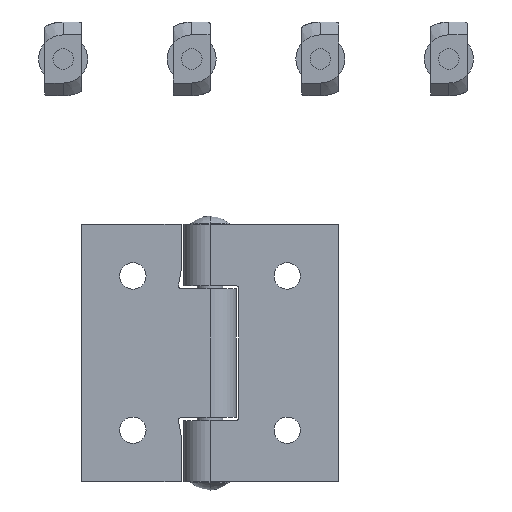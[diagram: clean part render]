
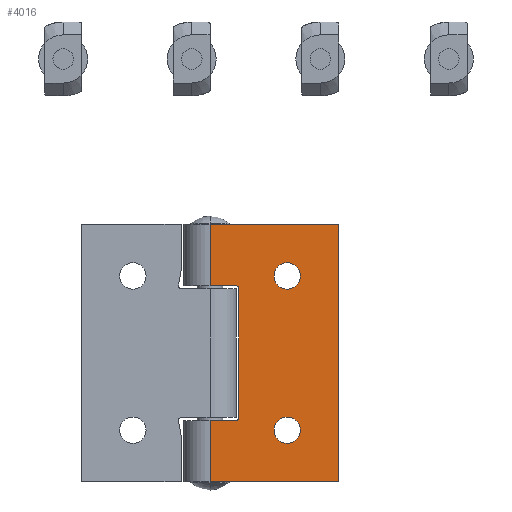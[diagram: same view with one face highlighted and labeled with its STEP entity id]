
A CAD part, front view. The second image highlights one B-rep face of the part: STEP entity #4016.
In plain terms, the highlighted planar face has unit normal (0, -1, 0).
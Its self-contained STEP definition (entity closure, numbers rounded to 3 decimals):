
#65 = ORIENTED_EDGE ( 'NONE', *, *, #3409, .T. ) ;
#76 = VERTEX_POINT ( 'NONE', #5222 ) ;
#93 = DIRECTION ( 'NONE',  ( 0., 0., -1. ) ) ;
#157 = DIRECTION ( 'NONE',  ( -1., 0., 0. ) ) ;
#188 = DIRECTION ( 'NONE',  ( 0., 0., -1. ) ) ;
#278 = ORIENTED_EDGE ( 'NONE', *, *, #3561, .T. ) ;
#280 = CARTESIAN_POINT ( 'NONE',  ( -8., -2., 12. ) ) ;
#282 = ORIENTED_EDGE ( 'NONE', *, *, #2919, .T. ) ;
#421 = DIRECTION ( 'NONE',  ( 1., 0., 0. ) ) ;
#437 = DIRECTION ( 'NONE',  ( -1., 0., 0. ) ) ;
#516 = VERTEX_POINT ( 'NONE', #1879 ) ;
#601 = DIRECTION ( 'NONE',  ( 0., 0., -1. ) ) ;
#640 = LINE ( 'NONE', #1760, #5182 ) ;
#686 = ORIENTED_EDGE ( 'NONE', *, *, #2456, .T. ) ;
#724 = DIRECTION ( 'NONE',  ( 1., 0., 0. ) ) ;
#844 = FACE_BOUND ( 'NONE', #1891, .T. ) ;
#853 = CARTESIAN_POINT ( 'NONE',  ( -16., -2., 10.5 ) ) ;
#861 = CARTESIAN_POINT ( 'NONE',  ( -20., -2., -10.5 ) ) ;
#919 = DIRECTION ( 'NONE',  ( 0., 0., -1. ) ) ;
#920 = VERTEX_POINT ( 'NONE', #4857 ) ;
#937 = CARTESIAN_POINT ( 'NONE',  ( 0., -2., 20. ) ) ;
#944 = CIRCLE ( 'NONE', #1963, 2.05 ) ;
#961 = ORIENTED_EDGE ( 'NONE', *, *, #2970, .T. ) ;
#991 = FACE_OUTER_BOUND ( 'NONE', #1557, .T. ) ;
#1134 = CARTESIAN_POINT ( 'NONE',  ( 0., -2., 20. ) ) ;
#1374 = CARTESIAN_POINT ( 'NONE',  ( -20., -2., 20. ) ) ;
#1458 = VERTEX_POINT ( 'NONE', #5057 ) ;
#1460 = VERTEX_POINT ( 'NONE', #853 ) ;
#1529 = DIRECTION ( 'NONE',  ( 0., 1., 0. ) ) ;
#1557 = EDGE_LOOP ( 'NONE', ( #282, #4267, #5657, #686, #5387, #2289, #4077, #4308, #5155, #961 ) ) ;
#1690 = VECTOR ( 'NONE', #5115, 1000. ) ;
#1707 = DIRECTION ( 'NONE',  ( 0., -1., 0. ) ) ;
#1709 = LINE ( 'NONE', #937, #5212 ) ;
#1715 = LINE ( 'NONE', #2351, #2366 ) ;
#1760 = CARTESIAN_POINT ( 'NONE',  ( 0., -2., -20. ) ) ;
#1784 = VECTOR ( 'NONE', #188, 1000. ) ;
#1879 = CARTESIAN_POINT ( 'NONE',  ( -15.5, -2., 10. ) ) ;
#1891 = EDGE_LOOP ( 'NONE', ( #3669, #278 ) ) ;
#1931 = CARTESIAN_POINT ( 'NONE',  ( -15.5, -2., -10.5 ) ) ;
#1963 = AXIS2_PLACEMENT_3D ( 'NONE', #5815, #3144, #421 ) ;
#2001 = CARTESIAN_POINT ( 'NONE',  ( -20., -2., 20. ) ) ;
#2060 = FACE_BOUND ( 'NONE', #4788, .T. ) ;
#2078 = CIRCLE ( 'NONE', #5224, 0.5 ) ;
#2112 = CARTESIAN_POINT ( 'NONE',  ( -15.5, -2., -10. ) ) ;
#2164 = CARTESIAN_POINT ( 'NONE',  ( -5.95, -2., 12. ) ) ;
#2169 = VERTEX_POINT ( 'NONE', #2001 ) ;
#2195 = CARTESIAN_POINT ( 'NONE',  ( -8., -2., -12. ) ) ;
#2209 = VECTOR ( 'NONE', #3801, 1000. ) ;
#2279 = CIRCLE ( 'NONE', #5677, 2.05 ) ;
#2289 = ORIENTED_EDGE ( 'NONE', *, *, #2962, .F. ) ;
#2351 = CARTESIAN_POINT ( 'NONE',  ( -20., -2., 20. ) ) ;
#2358 = CARTESIAN_POINT ( 'NONE',  ( -24.1, -2., -10.5 ) ) ;
#2361 = LINE ( 'NONE', #5106, #2209 ) ;
#2366 = VECTOR ( 'NONE', #93, 1000. ) ;
#2369 = CARTESIAN_POINT ( 'NONE',  ( -10.05, -2., 12. ) ) ;
#2378 = EDGE_CURVE ( 'NONE', #3215, #2591, #944, .T. ) ;
#2384 = VERTEX_POINT ( 'NONE', #861 ) ;
#2407 = CARTESIAN_POINT ( 'NONE',  ( -16., -2., -10. ) ) ;
#2428 = CARTESIAN_POINT ( 'NONE',  ( 0., -2., 20. ) ) ;
#2456 = EDGE_CURVE ( 'NONE', #2384, #4222, #4070, .T. ) ;
#2538 = EDGE_CURVE ( 'NONE', #2169, #5496, #1715, .T. ) ;
#2591 = VERTEX_POINT ( 'NONE', #2369 ) ;
#2665 = DIRECTION ( 'NONE',  ( -1., 0., 0. ) ) ;
#2800 = VECTOR ( 'NONE', #919, 1000. ) ;
#2810 = EDGE_CURVE ( 'NONE', #5110, #2169, #1709, .T. ) ;
#2858 = DIRECTION ( 'NONE',  ( 0., 1., 0. ) ) ;
#2876 = DIRECTION ( 'NONE',  ( 1., 0., 0. ) ) ;
#2895 = EDGE_CURVE ( 'NONE', #5496, #1460, #2361, .T. ) ;
#2904 = EDGE_CURVE ( 'NONE', #4761, #1458, #5810, .T. ) ;
#2919 = EDGE_CURVE ( 'NONE', #516, #4486, #4551, .T. ) ;
#2930 = EDGE_CURVE ( 'NONE', #4486, #920, #2078, .T. ) ;
#2962 = EDGE_CURVE ( 'NONE', #5110, #76, #3161, .T. ) ;
#2970 = EDGE_CURVE ( 'NONE', #1460, #516, #3014, .T. ) ;
#3014 = CIRCLE ( 'NONE', #4861, 0.5 ) ;
#3062 = CARTESIAN_POINT ( 'NONE',  ( 0., -2., 20. ) ) ;
#3144 = DIRECTION ( 'NONE',  ( 0., 1., 0. ) ) ;
#3161 = LINE ( 'NONE', #2428, #1784 ) ;
#3215 = VERTEX_POINT ( 'NONE', #2164 ) ;
#3314 = VECTOR ( 'NONE', #601, 1000. ) ;
#3409 = EDGE_CURVE ( 'NONE', #2591, #3215, #2279, .T. ) ;
#3471 = DIRECTION ( 'NONE',  ( 0., 1., 0. ) ) ;
#3561 = EDGE_CURVE ( 'NONE', #1458, #4761, #5329, .T. ) ;
#3669 = ORIENTED_EDGE ( 'NONE', *, *, #2904, .T. ) ;
#3801 = DIRECTION ( 'NONE',  ( 1., 0., 0. ) ) ;
#3849 = EDGE_CURVE ( 'NONE', #920, #2384, #4611, .T. ) ;
#4016 = ADVANCED_FACE ( 'NONE', ( #2060, #844, #991 ), #5757, .T. ) ;
#4070 = LINE ( 'NONE', #1374, #2800 ) ;
#4077 = ORIENTED_EDGE ( 'NONE', *, *, #2810, .T. ) ;
#4205 = CARTESIAN_POINT ( 'NONE',  ( -10.05, -2., -12. ) ) ;
#4222 = VERTEX_POINT ( 'NONE', #4736 ) ;
#4267 = ORIENTED_EDGE ( 'NONE', *, *, #2930, .T. ) ;
#4308 = ORIENTED_EDGE ( 'NONE', *, *, #2538, .T. ) ;
#4322 = CARTESIAN_POINT ( 'NONE',  ( -16., -2., 10. ) ) ;
#4486 = VERTEX_POINT ( 'NONE', #2112 ) ;
#4551 = LINE ( 'NONE', #1931, #3314 ) ;
#4611 = LINE ( 'NONE', #2358, #1690 ) ;
#4625 = EDGE_CURVE ( 'NONE', #76, #4222, #640, .T. ) ;
#4640 = AXIS2_PLACEMENT_3D ( 'NONE', #3062, #1707, #4928 ) ;
#4736 = CARTESIAN_POINT ( 'NONE',  ( -20., -2., -20. ) ) ;
#4761 = VERTEX_POINT ( 'NONE', #4205 ) ;
#4763 = DIRECTION ( 'NONE',  ( 1., 0., 0. ) ) ;
#4788 = EDGE_LOOP ( 'NONE', ( #65, #5503 ) ) ;
#4857 = CARTESIAN_POINT ( 'NONE',  ( -16., -2., -10.5 ) ) ;
#4861 = AXIS2_PLACEMENT_3D ( 'NONE', #4322, #1529, #4763 ) ;
#4889 = CARTESIAN_POINT ( 'NONE',  ( -20., -2., 10.5 ) ) ;
#4928 = DIRECTION ( 'NONE',  ( 1., 0., 0. ) ) ;
#5056 = DIRECTION ( 'NONE',  ( -1., 0., 0. ) ) ;
#5057 = CARTESIAN_POINT ( 'NONE',  ( -5.95, -2., -12. ) ) ;
#5106 = CARTESIAN_POINT ( 'NONE',  ( -24.1, -2., 10.5 ) ) ;
#5110 = VERTEX_POINT ( 'NONE', #1134 ) ;
#5115 = DIRECTION ( 'NONE',  ( -1., 0., 0. ) ) ;
#5155 = ORIENTED_EDGE ( 'NONE', *, *, #2895, .T. ) ;
#5182 = VECTOR ( 'NONE', #437, 1000. ) ;
#5212 = VECTOR ( 'NONE', #5056, 1000. ) ;
#5222 = CARTESIAN_POINT ( 'NONE',  ( 0., -2., -20. ) ) ;
#5224 = AXIS2_PLACEMENT_3D ( 'NONE', #2407, #5571, #2876 ) ;
#5329 = CIRCLE ( 'NONE', #5513, 2.05 ) ;
#5369 = DIRECTION ( 'NONE',  ( 0., 1., 0. ) ) ;
#5387 = ORIENTED_EDGE ( 'NONE', *, *, #4625, .F. ) ;
#5457 = AXIS2_PLACEMENT_3D ( 'NONE', #5547, #2858, #157 ) ;
#5496 = VERTEX_POINT ( 'NONE', #4889 ) ;
#5503 = ORIENTED_EDGE ( 'NONE', *, *, #2378, .T. ) ;
#5513 = AXIS2_PLACEMENT_3D ( 'NONE', #2195, #5369, #2665 ) ;
#5547 = CARTESIAN_POINT ( 'NONE',  ( -8., -2., -12. ) ) ;
#5571 = DIRECTION ( 'NONE',  ( 0., 1., 0. ) ) ;
#5657 = ORIENTED_EDGE ( 'NONE', *, *, #3849, .T. ) ;
#5677 = AXIS2_PLACEMENT_3D ( 'NONE', #280, #3471, #724 ) ;
#5757 = PLANE ( 'NONE',  #4640 ) ;
#5810 = CIRCLE ( 'NONE', #5457, 2.05 ) ;
#5815 = CARTESIAN_POINT ( 'NONE',  ( -8., -2., 12. ) ) ;
